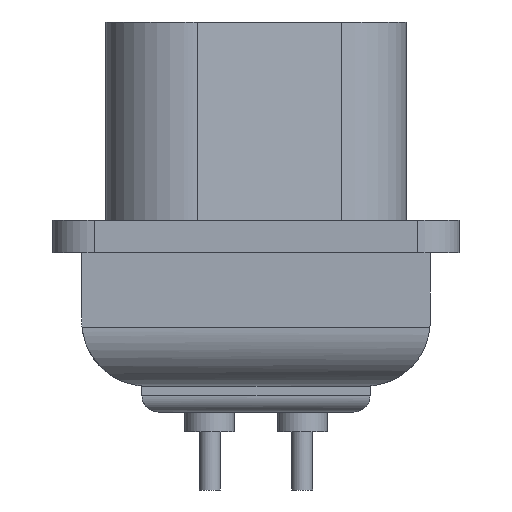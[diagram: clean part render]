
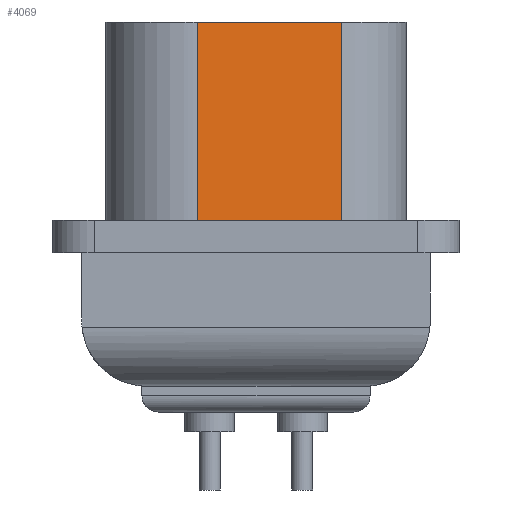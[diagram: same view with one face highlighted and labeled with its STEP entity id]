
A CAD part, left-side view. The second image highlights one B-rep face of the part: STEP entity #4069.
In plain terms, the highlighted planar face has unit normal (-0.985, -0.174, 0).
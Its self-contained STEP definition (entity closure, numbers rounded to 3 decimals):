
#3940 = VERTEX_POINT('',#3941);
#3941 = CARTESIAN_POINT('',(-19.101,-2.637,0.2));
#3948 = EDGE_CURVE('',#3940,#3949,#3951,.T.);
#3949 = VERTEX_POINT('',#3950);
#3950 = CARTESIAN_POINT('',(-19.884,1.803,0.2));
#3951 = LINE('',#3952,#3953);
#3952 = CARTESIAN_POINT('',(-19.234,-1.881,0.2));
#3953 = VECTOR('',#3954,1.);
#3954 = DIRECTION('',(-0.174,0.985,0.));
#4051 = VERTEX_POINT('',#4052);
#4052 = CARTESIAN_POINT('',(-19.101,-2.637,6.3));
#4059 = EDGE_CURVE('',#3940,#4051,#4060,.T.);
#4060 = LINE('',#4061,#4062);
#4061 = CARTESIAN_POINT('',(-19.101,-2.637,-0.2));
#4062 = VECTOR('',#4063,1.);
#4063 = DIRECTION('',(0.,0.,1.));
#4069 = ADVANCED_FACE('',(#4070),#4088,.T.);
#4070 = FACE_BOUND('',#4071,.T.);
#4071 = EDGE_LOOP('',(#4072,#4073,#4074,#4082));
#4072 = ORIENTED_EDGE('',*,*,#3948,.F.);
#4073 = ORIENTED_EDGE('',*,*,#4059,.T.);
#4074 = ORIENTED_EDGE('',*,*,#4075,.T.);
#4075 = EDGE_CURVE('',#4051,#4076,#4078,.T.);
#4076 = VERTEX_POINT('',#4077);
#4077 = CARTESIAN_POINT('',(-19.884,1.803,6.3));
#4078 = LINE('',#4079,#4080);
#4079 = CARTESIAN_POINT('',(-19.884,1.803,6.3));
#4080 = VECTOR('',#4081,1.);
#4081 = DIRECTION('',(-0.174,0.985,0.));
#4082 = ORIENTED_EDGE('',*,*,#4083,.F.);
#4083 = EDGE_CURVE('',#3949,#4076,#4084,.T.);
#4084 = LINE('',#4085,#4086);
#4085 = CARTESIAN_POINT('',(-19.884,1.803,-0.2));
#4086 = VECTOR('',#4087,1.);
#4087 = DIRECTION('',(0.,0.,1.));
#4088 = PLANE('',#4089);
#4089 = AXIS2_PLACEMENT_3D('',#4090,#4091,#4092);
#4090 = CARTESIAN_POINT('',(-19.492,-0.417,-0.2));
#4091 = DIRECTION('',(-0.985,-0.174,0.));
#4092 = DIRECTION('',(0.174,-0.985,0.));
